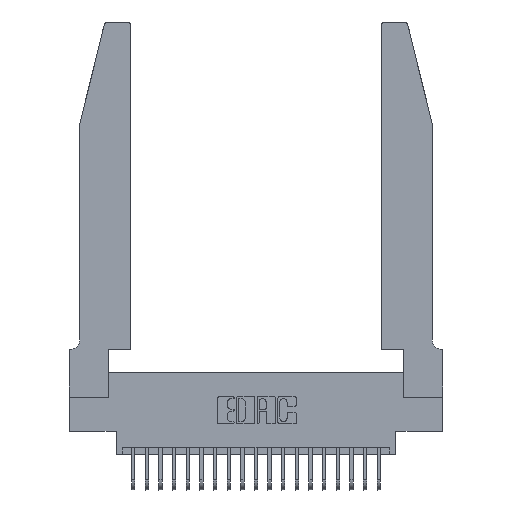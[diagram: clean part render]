
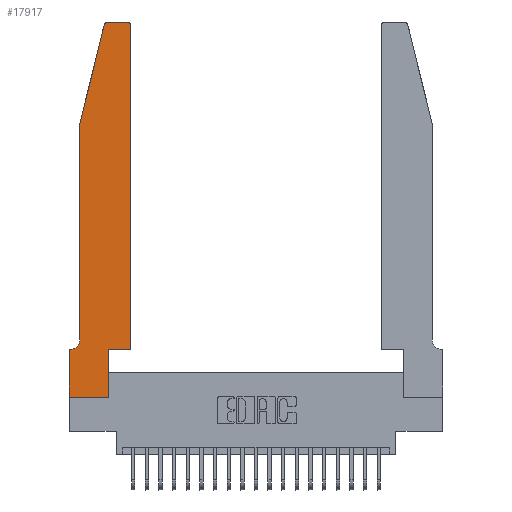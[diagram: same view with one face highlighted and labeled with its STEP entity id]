
A CAD part, top view. The second image highlights one B-rep face of the part: STEP entity #17917.
In plain terms, the highlighted planar face has unit normal (0, 0, 1).
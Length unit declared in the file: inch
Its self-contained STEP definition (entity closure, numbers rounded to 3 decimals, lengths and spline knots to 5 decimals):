
#367 = AXIS2_PLACEMENT_3D ( 'NONE', #18397, #9802, #21810 ) ;
#563 = VERTEX_POINT ( 'NONE', #19892 ) ;
#1235 = ORIENTED_EDGE ( 'NONE', *, *, #21422, .T. ) ;
#1300 = DIRECTION ( 'NONE',  ( 0., 0., 1. ) ) ;
#1517 = DIRECTION ( 'NONE',  ( -1., 0., 0. ) ) ;
#1541 = VERTEX_POINT ( 'NONE', #15335 ) ;
#1617 = VERTEX_POINT ( 'NONE', #22202 ) ;
#1688 = AXIS2_PLACEMENT_3D ( 'NONE', #11680, #1300, #13421 ) ;
#2045 = DIRECTION ( 'NONE',  ( 0., 1., 0. ) ) ;
#2120 = DIRECTION ( 'NONE',  ( -0.239, -0.971, 0. ) ) ;
#2158 = ORIENTED_EDGE ( 'NONE', *, *, #5620, .T. ) ;
#2204 = CARTESIAN_POINT ( 'NONE',  ( 0.2605, 2.75, 0.37 ) ) ;
#2211 = VERTEX_POINT ( 'NONE', #15863 ) ;
#2217 = CIRCLE ( 'NONE', #1688, 0.03 ) ;
#2333 = ORIENTED_EDGE ( 'NONE', *, *, #3707, .T. ) ;
#2404 = AXIS2_PLACEMENT_3D ( 'NONE', #10277, #22308, #12020 ) ;
#2507 = ORIENTED_EDGE ( 'NONE', *, *, #21701, .T. ) ;
#2541 = DIRECTION ( 'NONE',  ( 0., -1., 0. ) ) ;
#3549 = VECTOR ( 'NONE', #2541, 39.37008 ) ;
#3707 = EDGE_CURVE ( 'NONE', #1617, #563, #8200, .T. ) ;
#3781 = DIRECTION ( 'NONE',  ( 0., -1., 0. ) ) ;
#4206 = DIRECTION ( 'NONE',  ( 0., 1., 0. ) ) ;
#4457 = CARTESIAN_POINT ( 'NONE',  ( 0., 0., 0.37 ) ) ;
#5145 = EDGE_CURVE ( 'NONE', #22077, #13341, #21277, .T. ) ;
#5526 = CARTESIAN_POINT ( 'NONE',  ( 0.4505, 0.35, 0.37 ) ) ;
#5620 = EDGE_CURVE ( 'NONE', #20802, #20786, #21256, .T. ) ;
#5732 = DIRECTION ( 'NONE',  ( 0., 0., 1. ) ) ;
#5794 = CARTESIAN_POINT ( 'NONE',  ( 0., 0.35, 0.37 ) ) ;
#6210 = CARTESIAN_POINT ( 'NONE',  ( 0., 0., 0.37 ) ) ;
#6312 = VECTOR ( 'NONE', #15852, 39.37008 ) ;
#6387 = PLANE ( 'NONE',  #367 ) ;
#6530 = AXIS2_PLACEMENT_3D ( 'NONE', #16044, #5732, #17757 ) ;
#7264 = CARTESIAN_POINT ( 'NONE',  ( 0.0755, 2., 0.37 ) ) ;
#7382 = LINE ( 'NONE', #5526, #6312 ) ;
#7583 = EDGE_CURVE ( 'NONE', #20710, #2211, #16671, .T. ) ;
#7900 = EDGE_CURVE ( 'NONE', #18252, #18773, #10160, .T. ) ;
#7913 = ORIENTED_EDGE ( 'NONE', *, *, #7900, .T. ) ;
#8039 = VECTOR ( 'NONE', #2045, 39.37008 ) ;
#8042 = EDGE_CURVE ( 'NONE', #1541, #21759, #16656, .T. ) ;
#8200 = LINE ( 'NONE', #12473, #13287 ) ;
#9028 = LINE ( 'NONE', #4457, #17641 ) ;
#9045 = CARTESIAN_POINT ( 'NONE',  ( 0.0755, 0.42, 0.37 ) ) ;
#9201 = EDGE_CURVE ( 'NONE', #20786, #20710, #11713, .T. ) ;
#9802 = DIRECTION ( 'NONE',  ( 0., 0., 1. ) ) ;
#9834 = LINE ( 'NONE', #7264, #19001 ) ;
#10015 = EDGE_CURVE ( 'NONE', #2211, #1617, #2217, .T. ) ;
#10069 = CARTESIAN_POINT ( 'NONE',  ( 0.2865, 0.35, 0.37 ) ) ;
#10160 = CIRCLE ( 'NONE', #2404, 0.07 ) ;
#10277 = CARTESIAN_POINT ( 'NONE',  ( 0.0055, 0.42, 0.37 ) ) ;
#10619 = CARTESIAN_POINT ( 'NONE',  ( 0.4505, 0.35, 0.37 ) ) ;
#11026 = CARTESIAN_POINT ( 'NONE',  ( 0.4505, 0.35, 0.37 ) ) ;
#11243 = ORIENTED_EDGE ( 'NONE', *, *, #10015, .T. ) ;
#11432 = VECTOR ( 'NONE', #1517, 39.37008 ) ;
#11680 = CARTESIAN_POINT ( 'NONE',  ( 0.284, 2.72, 0.37 ) ) ;
#11713 = CIRCLE ( 'NONE', #6530, 0.03 ) ;
#12020 = DIRECTION ( 'NONE',  ( -1., 0., 0. ) ) ;
#12102 = CARTESIAN_POINT ( 'NONE',  ( 0.0055, 0.35, 0.37 ) ) ;
#12473 = CARTESIAN_POINT ( 'NONE',  ( 0.0755, 2., 0.37 ) ) ;
#13287 = VECTOR ( 'NONE', #2120, 39.37008 ) ;
#13341 = VERTEX_POINT ( 'NONE', #6210 ) ;
#13421 = DIRECTION ( 'NONE',  ( 1., 0., 0. ) ) ;
#14144 = CARTESIAN_POINT ( 'NONE',  ( 0.2865, 0.35, 0.37 ) ) ;
#15301 = CARTESIAN_POINT ( 'NONE',  ( 0.0755, 0.35, 0.37 ) ) ;
#15335 = CARTESIAN_POINT ( 'NONE',  ( 0.2865, 0., 0.37 ) ) ;
#15359 = EDGE_CURVE ( 'NONE', #21759, #20802, #7382, .T. ) ;
#15852 = DIRECTION ( 'NONE',  ( 1., 0., 0. ) ) ;
#15863 = CARTESIAN_POINT ( 'NONE',  ( 0.284, 2.75, 0.37 ) ) ;
#16044 = CARTESIAN_POINT ( 'NONE',  ( 0.4205, 2.72, 0.37 ) ) ;
#16052 = LINE ( 'NONE', #15301, #11432 ) ;
#16139 = VECTOR ( 'NONE', #21113, 39.37008 ) ;
#16245 = ORIENTED_EDGE ( 'NONE', *, *, #21773, .T. ) ;
#16302 = ORIENTED_EDGE ( 'NONE', *, *, #8042, .T. ) ;
#16509 = DIRECTION ( 'NONE',  ( 1., 0., 0. ) ) ;
#16656 = LINE ( 'NONE', #14144, #8039 ) ;
#16671 = LINE ( 'NONE', #2204, #16139 ) ;
#17075 = ORIENTED_EDGE ( 'NONE', *, *, #9201, .T. ) ;
#17142 = ORIENTED_EDGE ( 'NONE', *, *, #7583, .T. ) ;
#17641 = VECTOR ( 'NONE', #16509, 39.37008 ) ;
#17757 = DIRECTION ( 'NONE',  ( 1., 0., 0. ) ) ;
#17917 = ADVANCED_FACE ( 'NONE', ( #19614 ), #6387, .T. ) ;
#18252 = VERTEX_POINT ( 'NONE', #9045 ) ;
#18397 = CARTESIAN_POINT ( 'NONE',  ( 0., 0.35, 0.37 ) ) ;
#18773 = VERTEX_POINT ( 'NONE', #12102 ) ;
#19001 = VECTOR ( 'NONE', #3781, 39.37008 ) ;
#19393 = ORIENTED_EDGE ( 'NONE', *, *, #5145, .T. ) ;
#19614 = FACE_OUTER_BOUND ( 'NONE', #21231, .T. ) ;
#19779 = CARTESIAN_POINT ( 'NONE',  ( 0., 0., 0.37 ) ) ;
#19892 = CARTESIAN_POINT ( 'NONE',  ( 0.0755, 2., 0.37 ) ) ;
#20263 = ORIENTED_EDGE ( 'NONE', *, *, #15359, .T. ) ;
#20707 = CARTESIAN_POINT ( 'NONE',  ( 0.4205, 2.75, 0.37 ) ) ;
#20710 = VERTEX_POINT ( 'NONE', #20707 ) ;
#20722 = VECTOR ( 'NONE', #4206, 39.37008 ) ;
#20786 = VERTEX_POINT ( 'NONE', #20926 ) ;
#20802 = VERTEX_POINT ( 'NONE', #10619 ) ;
#20926 = CARTESIAN_POINT ( 'NONE',  ( 0.4505, 2.72, 0.37 ) ) ;
#21113 = DIRECTION ( 'NONE',  ( -1., 0., 0. ) ) ;
#21231 = EDGE_LOOP ( 'NONE', ( #17142, #11243, #2333, #1235, #7913, #16245, #19393, #2507, #16302, #20263, #2158, #17075 ) ) ;
#21256 = LINE ( 'NONE', #11026, #20722 ) ;
#21277 = LINE ( 'NONE', #19779, #3549 ) ;
#21422 = EDGE_CURVE ( 'NONE', #563, #18252, #9834, .T. ) ;
#21701 = EDGE_CURVE ( 'NONE', #13341, #1541, #9028, .T. ) ;
#21759 = VERTEX_POINT ( 'NONE', #10069 ) ;
#21773 = EDGE_CURVE ( 'NONE', #18773, #22077, #16052, .T. ) ;
#21810 = DIRECTION ( 'NONE',  ( 1., 0., 0. ) ) ;
#22077 = VERTEX_POINT ( 'NONE', #5794 ) ;
#22202 = CARTESIAN_POINT ( 'NONE',  ( 0.25487, 2.72718, 0.37 ) ) ;
#22308 = DIRECTION ( 'NONE',  ( 0., 0., -1. ) ) ;
